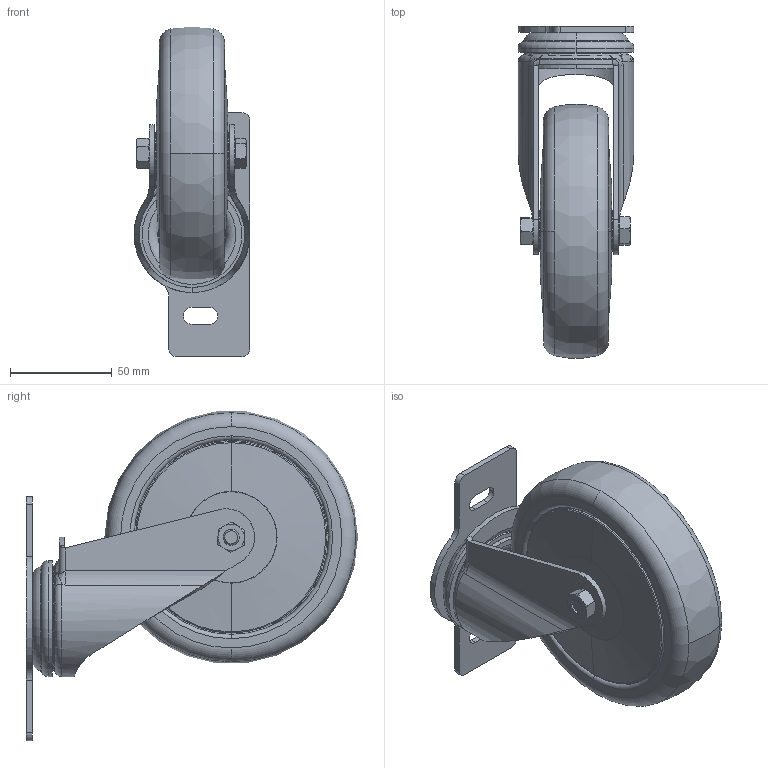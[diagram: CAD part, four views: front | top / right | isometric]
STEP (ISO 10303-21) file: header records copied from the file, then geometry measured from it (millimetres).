
FILE_DESCRIPTION (( 'STEP AP214' ), '1' );
FILE_NAME ('ERGO00E5101-Roulette pivotante D125 120x40.step', '2023-03-24T09:25:15', ( 'Altae' ), ( '' ), 'SwSTEP 2.0', 'SolidWorks 2021', '' );
FILE_SCHEMA (( 'AUTOMOTIVE_DESIGN' ));
Length unit declared in the file: millimetre
Products named in the file (6): 01^ERGO00E5101-Roulette pivotante D125 120x40; 03^ERGO00E5101-Roulette pivotante D125 120x40; 04^ERGO00E5101-Roulette pivotante D125 120x40; 02^ERGO00E5101-Roulette pivotante D125 120x40; ERGO00E5101-Roulette pivotante D125 120x40; 05^ERGO00E5101-Roulette pivotante D125 120x40
Assembly tree (5 placements, depth 2):
  ERGO00E5101-Roulette pivotante D125 120x40
    01^ERGO00E5101-Roulette pivotante D125 120x40
    02^ERGO00E5101-Roulette pivotante D125 120x40
    03^ERGO00E5101-Roulette pivotante D125 120x40
    04^ERGO00E5101-Roulette pivotante D125 120x40
    05^ERGO00E5101-Roulette pivotante D125 120x40
Bounding box: 57 x 163.26 x 161.9 mm (x, y, z)
Volume: 453067.4 mm3; surface area: 76383.4 mm2
Topology: 5 solids, 5 shells, 264 faces, 636 edges, 397 vertices
Faces by surface type: plane 68, torus 56, cone 56, cylinder 55, bspline 29
Entity records: 20063 total; most frequent: CARTESIAN_POINT 13253, ORIENTED_EDGE 1272, DIRECTION 1260, EDGE_CURVE 636, AXIS2_PLACEMENT_3D 543, VERTEX_POINT 397, CIRCLE 300, EDGE_LOOP 295
